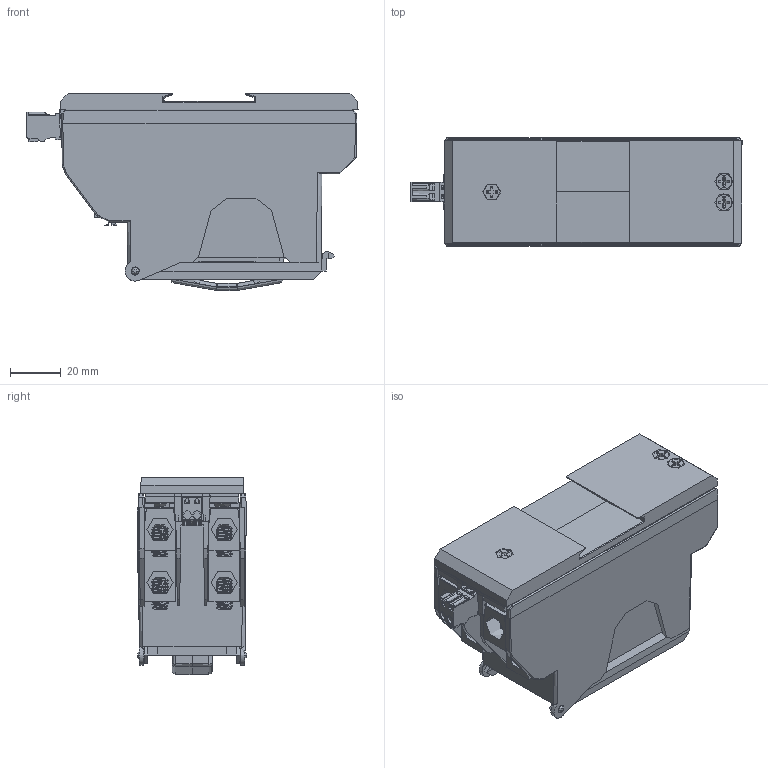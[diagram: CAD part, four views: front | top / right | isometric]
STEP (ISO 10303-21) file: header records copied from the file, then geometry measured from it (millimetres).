
FILE_DESCRIPTION (( 'STEP AP214' ), '1' );
FILE_NAME ('HT-DI-DCPM-48D-E.STEP', '2019-01-28T19:41:26', ( '' ), ( '' ), 'SwSTEP 2.0', 'SolidWorks 2018', '' );
FILE_SCHEMA (( 'AUTOMOTIVE_DESIGN' ));
Length unit declared in the file: inch
Products named in the file (74): 2102-507; 5320-078; 5320-067; 5320-066; 1000-1539; 2102-509; 2102-523; 2102-508; 5320-065; 5410-253; 2105-645; 2102-510; 5410-251; 1000-1565_Din Rail Mount; 5410-252; 2105-641; 2102-007; HT-DI-DCPM-48D-E; 2502-001; 2102-519; 2500-634; 5320-071; 2105-640; 2003-3450; 5320-072; 1000-1569; 2102-523_2102-523; 5320-070; 1000-1565
Assembly tree (65 placements, depth 4):
  5320-067
  5320-066
  5320-065
  5410-253
  2105-645
Bounding box: 130.95 x 43.11 x 77.76 mm (x, y, z)
Volume: 190772.6 mm3; surface area: 146618.5 mm2
Topology: 44 solids, 44 shells, 3872 faces, 10478 edges, 6755 vertices
Faces by surface type: plane 1813, cylinder 1067, cone 600, bspline 326, torus 46, sphere 20
Entity records: 121256 total; most frequent: CARTESIAN_POINT 41774, ORIENTED_EDGE 15046, DIRECTION 12718, EDGE_CURVE 7523, LINE 4996, VECTOR 4996, VERTEX_POINT 4861, AXIS2_PLACEMENT_3D 3861
